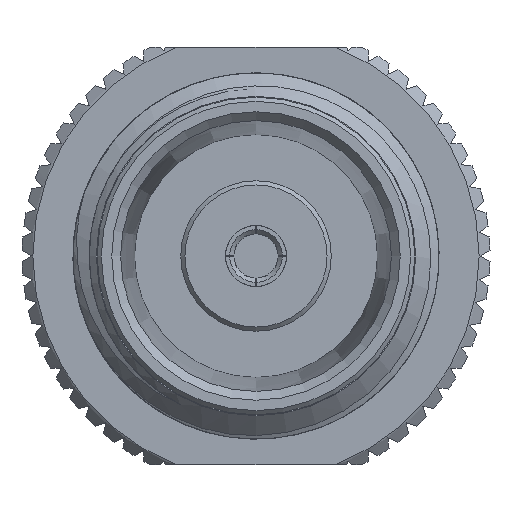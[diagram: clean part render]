
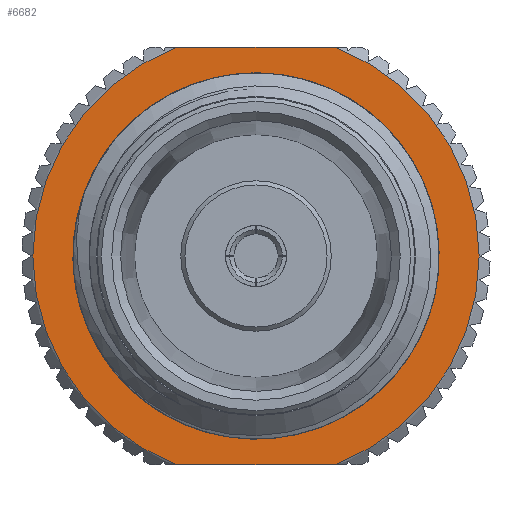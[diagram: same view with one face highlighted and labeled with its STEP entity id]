
A CAD part, left-side view. The second image highlights one B-rep face of the part: STEP entity #6682.
In plain terms, the highlighted planar face has unit normal (-1, 0, 0).
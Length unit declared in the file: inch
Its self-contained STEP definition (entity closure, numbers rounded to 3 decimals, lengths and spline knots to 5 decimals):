
#43 = VERTEX_POINT ( 'NONE', #248 ) ;
#248 = CARTESIAN_POINT ( 'NONE',  ( 0.46487, -0.09362, -0.25 ) ) ;
#442 = DIRECTION ( 'NONE',  ( 0., -1., 0. ) ) ;
#575 = DIRECTION ( 'NONE',  ( 1., 0., 0. ) ) ;
#701 = DIRECTION ( 'NONE',  ( 0., 0., -1. ) ) ;
#808 = DIRECTION ( 'NONE',  ( -1., 0., 0. ) ) ;
#821 = ORIENTED_EDGE ( 'NONE', *, *, #7941, .F. ) ;
#1172 = AXIS2_PLACEMENT_3D ( 'NONE', #5096, #7712, #5693 ) ;
#1423 = ORIENTED_EDGE ( 'NONE', *, *, #2176, .T. ) ;
#1601 = DIRECTION ( 'NONE',  ( 0., 1., 0. ) ) ;
#1980 = CARTESIAN_POINT ( 'NONE',  ( 0.46487, 0., 0. ) ) ;
#2069 = VERTEX_POINT ( 'NONE', #4680 ) ;
#2176 = EDGE_CURVE ( 'NONE', #2069, #2069, #6920, .T. ) ;
#2333 = CARTESIAN_POINT ( 'NONE',  ( 0.46487, -0.35853, -0.25 ) ) ;
#2404 = ORIENTED_EDGE ( 'NONE', *, *, #7105, .F. ) ;
#2703 = CARTESIAN_POINT ( 'NONE',  ( 0.46487, 0.09362, 0.25 ) ) ;
#2715 = ORIENTED_EDGE ( 'NONE', *, *, #5472, .T. ) ;
#2846 = CARTESIAN_POINT ( 'NONE',  ( 0.46487, -0.35853, 0.25 ) ) ;
#3281 = CARTESIAN_POINT ( 'NONE',  ( 0.46487, 0., 0. ) ) ;
#3426 = AXIS2_PLACEMENT_3D ( 'NONE', #1980, #575, #701 ) ;
#3740 = VERTEX_POINT ( 'NONE', #5106 ) ;
#4047 = DIRECTION ( 'NONE',  ( 0., 0., -1. ) ) ;
#4061 = CARTESIAN_POINT ( 'NONE',  ( 0.46487, 0., 0. ) ) ;
#4083 = EDGE_LOOP ( 'NONE', ( #1423 ) ) ;
#4090 = LINE ( 'NONE', #2846, #4382 ) ;
#4100 = FACE_OUTER_BOUND ( 'NONE', #7616, .T. ) ;
#4144 = PLANE ( 'NONE',  #5464 ) ;
#4382 = VECTOR ( 'NONE', #1601, 39.37008 ) ;
#4680 = CARTESIAN_POINT ( 'NONE',  ( 0.46487, 0., 0.19 ) ) ;
#4788 = CIRCLE ( 'NONE', #3426, 0.26695 ) ;
#5067 = CIRCLE ( 'NONE', #8214, 0.26695 ) ;
#5096 = CARTESIAN_POINT ( 'NONE',  ( 0.46487, 0., 0. ) ) ;
#5106 = CARTESIAN_POINT ( 'NONE',  ( 0.46487, -0.09362, 0.25 ) ) ;
#5464 = AXIS2_PLACEMENT_3D ( 'NONE', #4061, #808, #6031 ) ;
#5472 = EDGE_CURVE ( 'NONE', #7999, #43, #6355, .T. ) ;
#5693 = DIRECTION ( 'NONE',  ( 0., 0., 1. ) ) ;
#5889 = DIRECTION ( 'NONE',  ( 1., 0., 0. ) ) ;
#6012 = VERTEX_POINT ( 'NONE', #2703 ) ;
#6031 = DIRECTION ( 'NONE',  ( 0., 0., 1. ) ) ;
#6355 = LINE ( 'NONE', #2333, #6556 ) ;
#6556 = VECTOR ( 'NONE', #442, 39.37008 ) ;
#6682 = ADVANCED_FACE ( 'NONE', ( #7275, #4100 ), #4144, .T. ) ;
#6920 = CIRCLE ( 'NONE', #1172, 0.19 ) ;
#7023 = ORIENTED_EDGE ( 'NONE', *, *, #8088, .T. ) ;
#7105 = EDGE_CURVE ( 'NONE', #3740, #43, #4788, .T. ) ;
#7275 = FACE_BOUND ( 'NONE', #4083, .T. ) ;
#7616 = EDGE_LOOP ( 'NONE', ( #2404, #7023, #821, #2715 ) ) ;
#7712 = DIRECTION ( 'NONE',  ( 1., 0., 0. ) ) ;
#7828 = CARTESIAN_POINT ( 'NONE',  ( 0.46487, 0.09362, -0.25 ) ) ;
#7941 = EDGE_CURVE ( 'NONE', #7999, #6012, #5067, .T. ) ;
#7999 = VERTEX_POINT ( 'NONE', #7828 ) ;
#8088 = EDGE_CURVE ( 'NONE', #3740, #6012, #4090, .T. ) ;
#8214 = AXIS2_PLACEMENT_3D ( 'NONE', #3281, #5889, #4047 ) ;
